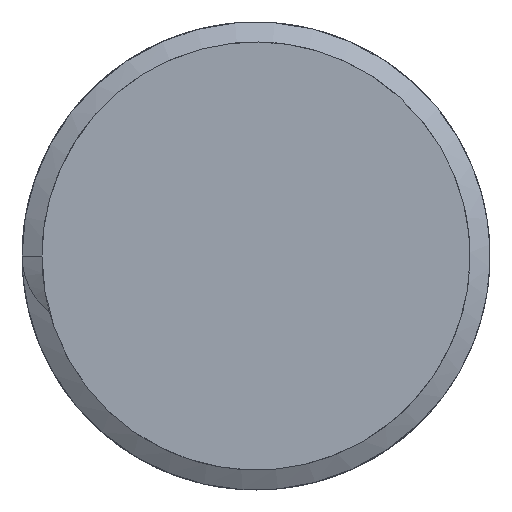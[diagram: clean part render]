
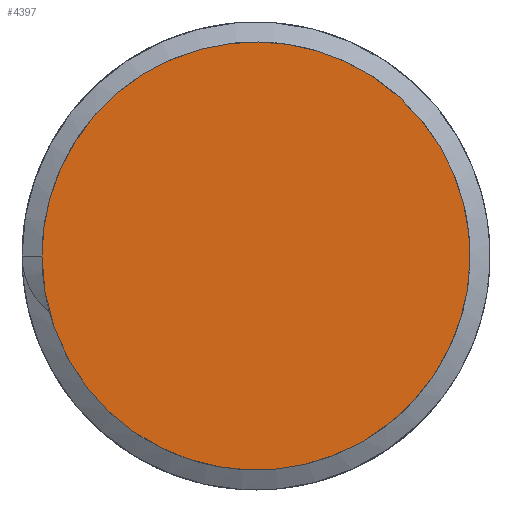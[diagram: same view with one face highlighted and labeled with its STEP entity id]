
A CAD part, left-side view. The second image highlights one B-rep face of the part: STEP entity #4397.
In plain terms, the highlighted free-form (B-spline) face has degree [1, 1] with [2, 2] control points.
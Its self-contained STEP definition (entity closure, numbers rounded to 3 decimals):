
#4362=CARTESIAN_POINT('',(0.,8.35,0.));
#4363=VERTEX_POINT('',#4362);
#4374=CARTESIAN_POINT('',(0.,8.35,0.));
#4375=CARTESIAN_POINT('',(0.,8.35,-8.35));
#4376=CARTESIAN_POINT('',(0.,0.,-8.35));
#4377=CARTESIAN_POINT('',(0.,-8.35,-8.35));
#4378=CARTESIAN_POINT('',(0.,-8.35,0.));
#4379=CARTESIAN_POINT('',(0.,-8.35,8.35));
#4380=CARTESIAN_POINT('',(0.,0.,8.35));
#4381=CARTESIAN_POINT('',(0.,8.35,8.35));
#4382=CARTESIAN_POINT('',(0.,8.35,0.));
#4383=(BOUNDED_CURVE()B_SPLINE_CURVE(2,(#4374,#4375,#4376,#4377,#4378,#4379,#4380,#4381,#4382),.CIRCULAR_ARC.,.T.,.U.)B_SPLINE_CURVE_WITH_KNOTS((3,2,2,2,3),(0.,0.25,0.5,0.75,1.),.UNSPECIFIED.)CURVE()GEOMETRIC_REPRESENTATION_ITEM()RATIONAL_B_SPLINE_CURVE((1.,0.707,1.,0.707,1.,0.707,1.,0.707,1.))REPRESENTATION_ITEM(''));
#4384=EDGE_CURVE('',#4363,#4363,#4383,.T.);
#4389=CARTESIAN_POINT('',(0.,-25.05,25.05));
#4390=CARTESIAN_POINT('',(0.,-25.05,-25.05));
#4391=CARTESIAN_POINT('',(0.,25.05,25.05));
#4392=CARTESIAN_POINT('',(0.,25.05,-25.05));
#4393=B_SPLINE_SURFACE_WITH_KNOTS('',1,1,((#4389,#4390),(#4391,#4392)),.PLANE_SURF.,.F.,.F.,.U.,(2,2),(2,2),(-1.,2.),(-1.,2.),.UNSPECIFIED.);
#4394=ORIENTED_EDGE('',*,*,#4384,.T.);
#4395=EDGE_LOOP('',(#4394));
#4396=FACE_OUTER_BOUND('',#4395,.T.);
#4397=ADVANCED_FACE('',(#4396),#4393,.T.);
